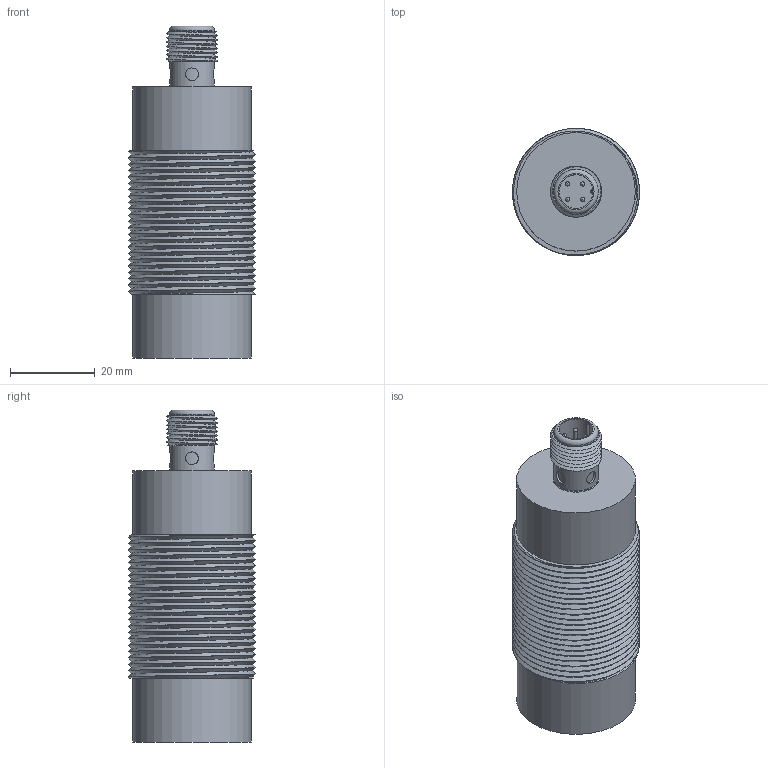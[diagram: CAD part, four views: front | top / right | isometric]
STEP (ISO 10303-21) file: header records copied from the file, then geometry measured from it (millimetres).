
FILE_DESCRIPTION(/* description */ (''),/* implementation_level */ '2;1');
FILE_NAME(/* name */ 'M30_N_STECKER_I1CN-M3015N-OEU4.stp',/* time_stamp */ '2021-08-12T13:47:12+02:00',/* author */ ('S. Sandt'),/* organization */ ('di-soric GmbH & Co. KG'),/* preprocessor_version */ 'ST-DEVELOPER v18.1',/* originating_system */ 'Autodesk Inventor 2021',/* authorisation */ '');
FILE_SCHEMA (('AUTOMOTIVE_DESIGN { 1 0 10303 214 3 1 1 }'));
Length unit declared in the file: millimetre
Products named in the file (1): Bauteil274
Bounding box: 30 x 30 x 78.4 mm (x, y, z)
Volume: 24180.1 mm3; surface area: 13511.9 mm2
Topology: 1 solids, 3 shells, 77 faces, 172 edges, 115 vertices
Faces by surface type: cylinder 46, plane 20, bspline 4, sphere 4, torus 3
Full cylindrical faces by diameter (mm): 1 x4, 3 x4, 8 x2, 9.4 x1, 10.5 x2, 10.538 x1, 26 x1, 28 x2, 30 x21
Entity records: 8905 total; most frequent: CARTESIAN_POINT 7279, ORIENTED_EDGE 336, DIRECTION 288, EDGE_CURVE 168, AXIS2_PLACEMENT_3D 123, VERTEX_POINT 115, EDGE_LOOP 95, FACE_OUTER_BOUND 77
